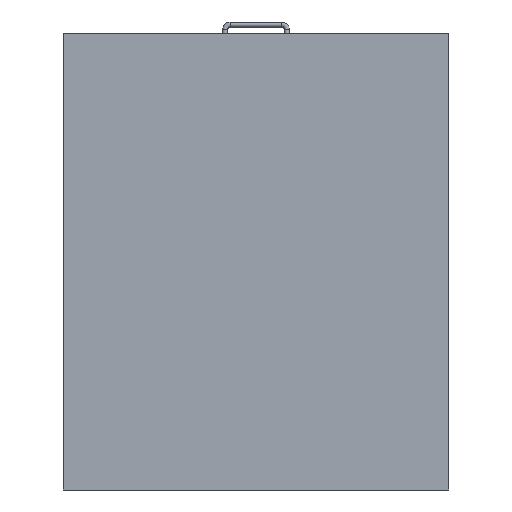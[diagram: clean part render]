
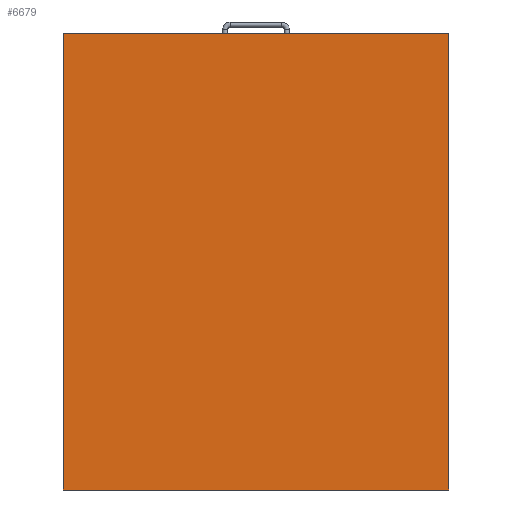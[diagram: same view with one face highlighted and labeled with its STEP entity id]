
A CAD part, front view. The second image highlights one B-rep face of the part: STEP entity #6679.
In plain terms, the highlighted planar face has unit normal (0, -1, 0).
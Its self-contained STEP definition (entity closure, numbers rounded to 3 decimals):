
#72 = ORIENTED_EDGE ( 'NONE', *, *, #8632, .F. ) ;
#920 = VECTOR ( 'NONE', #9596, 1000. ) ;
#1288 = LINE ( 'NONE', #3477, #4099 ) ;
#1800 = DIRECTION ( 'NONE',  ( 1., 0., 0. ) ) ;
#2002 = DIRECTION ( 'NONE',  ( -1., 0., 0. ) ) ;
#2594 = DIRECTION ( 'NONE',  ( 0., 0., -1. ) ) ;
#2732 = PLANE ( 'NONE',  #4012 ) ;
#3406 = VECTOR ( 'NONE', #1800, 1000. ) ;
#3477 = CARTESIAN_POINT ( 'NONE',  ( 300., -19., -355. ) ) ;
#3929 = CARTESIAN_POINT ( 'NONE',  ( 300., -19., 355. ) ) ;
#4012 = AXIS2_PLACEMENT_3D ( 'NONE', #9791, #5394, #6424 ) ;
#4099 = VECTOR ( 'NONE', #2594, 1000. ) ;
#4337 = CARTESIAN_POINT ( 'NONE',  ( -300., -19., -355. ) ) ;
#4778 = VERTEX_POINT ( 'NONE', #7485 ) ;
#4971 = ORIENTED_EDGE ( 'NONE', *, *, #6737, .F. ) ;
#5394 = DIRECTION ( 'NONE',  ( 0., 1., 0. ) ) ;
#5580 = LINE ( 'NONE', #8814, #3406 ) ;
#6290 = EDGE_LOOP ( 'NONE', ( #72, #4971, #10542, #7026 ) ) ;
#6424 = DIRECTION ( 'NONE',  ( 0., 0., 1. ) ) ;
#6582 = VERTEX_POINT ( 'NONE', #7944 ) ;
#6627 = CARTESIAN_POINT ( 'NONE',  ( 300., -19., -355. ) ) ;
#6679 = ADVANCED_FACE ( 'NONE', ( #9036 ), #2732, .F. ) ;
#6737 = EDGE_CURVE ( 'NONE', #10861, #6582, #7274, .T. ) ;
#7026 = ORIENTED_EDGE ( 'NONE', *, *, #10088, .F. ) ;
#7274 = LINE ( 'NONE', #8904, #10815 ) ;
#7484 = EDGE_CURVE ( 'NONE', #10852, #10861, #1288, .T. ) ;
#7485 = CARTESIAN_POINT ( 'NONE',  ( -300., -19., 355. ) ) ;
#7798 = LINE ( 'NONE', #4337, #920 ) ;
#7944 = CARTESIAN_POINT ( 'NONE',  ( -300., -19., -355. ) ) ;
#8632 = EDGE_CURVE ( 'NONE', #6582, #4778, #7798, .T. ) ;
#8814 = CARTESIAN_POINT ( 'NONE',  ( -300., -19., 355. ) ) ;
#8904 = CARTESIAN_POINT ( 'NONE',  ( -300., -19., -355. ) ) ;
#9036 = FACE_OUTER_BOUND ( 'NONE', #6290, .T. ) ;
#9596 = DIRECTION ( 'NONE',  ( 0., 0., 1. ) ) ;
#9791 = CARTESIAN_POINT ( 'NONE',  ( 0., -19., 0. ) ) ;
#10088 = EDGE_CURVE ( 'NONE', #4778, #10852, #5580, .T. ) ;
#10542 = ORIENTED_EDGE ( 'NONE', *, *, #7484, .F. ) ;
#10815 = VECTOR ( 'NONE', #2002, 1000. ) ;
#10852 = VERTEX_POINT ( 'NONE', #3929 ) ;
#10861 = VERTEX_POINT ( 'NONE', #6627 ) ;
